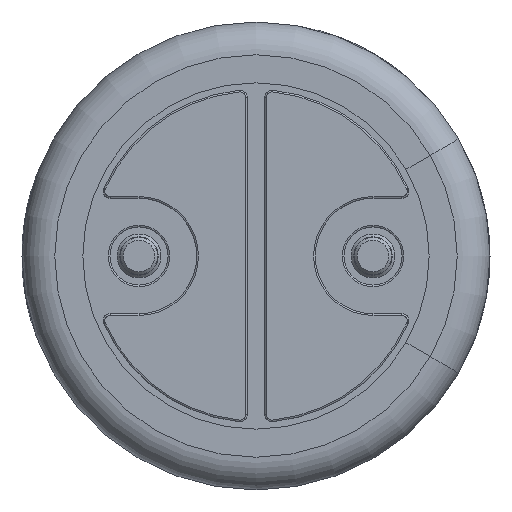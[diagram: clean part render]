
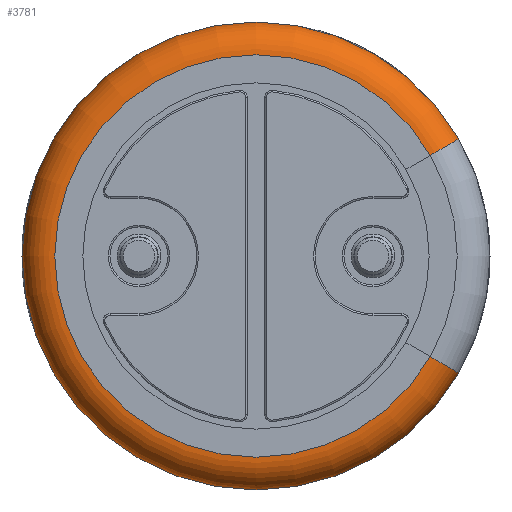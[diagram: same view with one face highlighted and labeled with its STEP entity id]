
A CAD part, front view. The second image highlights one B-rep face of the part: STEP entity #3781.
In plain terms, the highlighted toroidal (fillet/blend) face has major radius 2.15 mm and minor radius 0.35 mm.
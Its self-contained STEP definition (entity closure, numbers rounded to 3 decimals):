
#291=CIRCLE('',#4156,0.35);
#293=CIRCLE('',#4158,0.35);
#295=CIRCLE('',#4162,2.15);
#298=CIRCLE('',#4166,2.5);
#338=TOROIDAL_SURFACE('',#4165,2.15,0.35);
#487=FACE_OUTER_BOUND('',#677,.T.);
#677=EDGE_LOOP('',(#3335,#3336,#3337,#3338));
#1657=VERTEX_POINT('',#7671);
#1658=VERTEX_POINT('',#7673);
#1664=VERTEX_POINT('',#7719);
#1665=VERTEX_POINT('',#7721);
#2230=EDGE_CURVE('',#1657,#1664,#291,.T.);
#2232=EDGE_CURVE('',#1658,#1665,#293,.T.);
#2236=EDGE_CURVE('',#1664,#1665,#295,.T.);
#2239=EDGE_CURVE('',#1657,#1658,#298,.T.);
#3335=ORIENTED_EDGE('',*,*,#2230,.F.);
#3336=ORIENTED_EDGE('',*,*,#2239,.T.);
#3337=ORIENTED_EDGE('',*,*,#2232,.T.);
#3338=ORIENTED_EDGE('',*,*,#2236,.F.);
#3781=ADVANCED_FACE('',(#487),#338,.T.);
#4156=AXIS2_PLACEMENT_3D('',#7720,#5031,#5032);
#4158=AXIS2_PLACEMENT_3D('',#7723,#5035,#5036);
#4162=AXIS2_PLACEMENT_3D('',#7731,#5045,#5046);
#4165=AXIS2_PLACEMENT_3D('',#7735,#5051,#5052);
#4166=AXIS2_PLACEMENT_3D('',#7736,#5053,#5054);
#5031=DIRECTION('center_axis',(0.5,0.,-0.866));
#5032=DIRECTION('ref_axis',(0.,1.,0.));
#5035=DIRECTION('center_axis',(-0.5,0.,-0.866));
#5036=DIRECTION('ref_axis',(0.866,0.,-0.5));
#5045=DIRECTION('center_axis',(0.,-1.,0.));
#5046=DIRECTION('ref_axis',(1.,0.,0.));
#5051=DIRECTION('center_axis',(0.,-1.,0.));
#5052=DIRECTION('ref_axis',(-1.,0.,0.));
#5053=DIRECTION('center_axis',(0.,-1.,0.));
#5054=DIRECTION('ref_axis',(1.,0.,0.));
#7671=CARTESIAN_POINT('',(2.165,0.35,1.25));
#7673=CARTESIAN_POINT('',(2.165,0.35,-1.25));
#7719=CARTESIAN_POINT('',(1.862,0.,1.075));
#7720=CARTESIAN_POINT('Origin',(1.862,0.35,1.075));
#7721=CARTESIAN_POINT('',(1.862,0.,-1.075));
#7723=CARTESIAN_POINT('Origin',(1.862,0.35,-1.075));
#7731=CARTESIAN_POINT('Origin',(0.,0.,0.));
#7735=CARTESIAN_POINT('Origin',(0.,0.35,0.));
#7736=CARTESIAN_POINT('Origin',(0.,0.35,0.));
